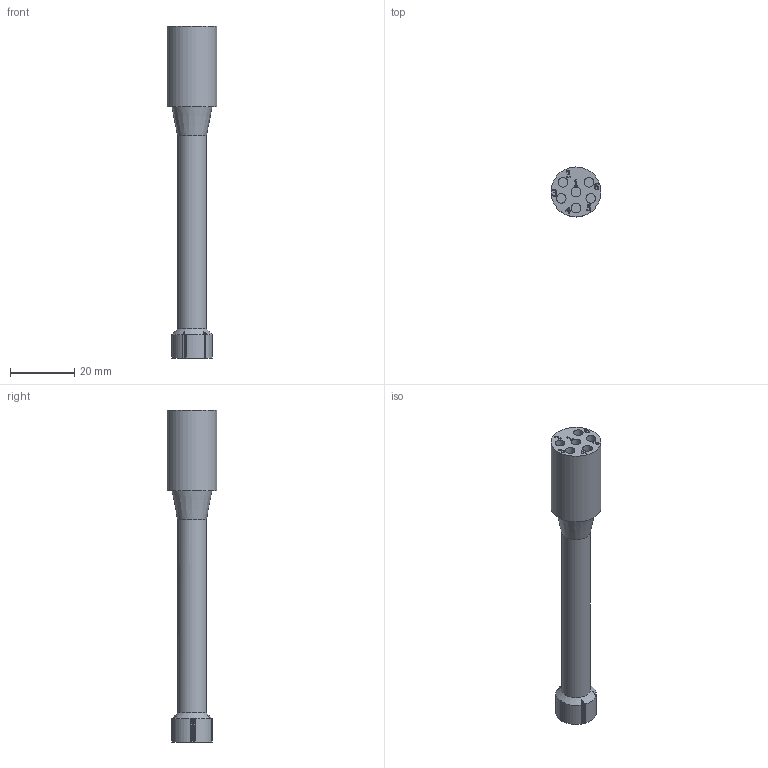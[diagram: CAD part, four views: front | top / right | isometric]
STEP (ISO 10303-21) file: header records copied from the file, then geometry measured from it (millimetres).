
FILE_DESCRIPTION(/* description */ (''),/* implementation_level */ '2;1');
FILE_NAME(/* name */ 'MCDC6F.stp',/* time_stamp */ '2014-11-26T08:51:40+01:00',/* author */ ('sh'),/* organization */ (''),/* preprocessor_version */ 'ST-DEVELOPER v15.2',/* originating_system */ 'Autodesk Inventor 2014',/* authorisation */ '');
FILE_SCHEMA (('AUTOMOTIVE_DESIGN { 1 0 10303 214 3 1 1 }'));
Length unit declared in the file: millimetre
Products named in the file (1): MCDC6F
Bounding box: 15.5 x 15.5 x 103 mm (x, y, z)
Volume: 9789.5 mm3; surface area: 4815.4 mm2
Topology: 1 solids, 1 shells, 225 faces, 620 edges, 413 vertices
Faces by surface type: plane 100, bspline 89, cylinder 25, cone 11
Full cylindrical faces by diameter (mm): 3 x6, 9 x1, 15.5 x1
Entity records: 7983 total; most frequent: CARTESIAN_POINT 2993, ORIENTED_EDGE 1216, DIRECTION 677, EDGE_CURVE 608, VERTEX_POINT 411, LINE 301, VECTOR 301, EDGE_LOOP 251
